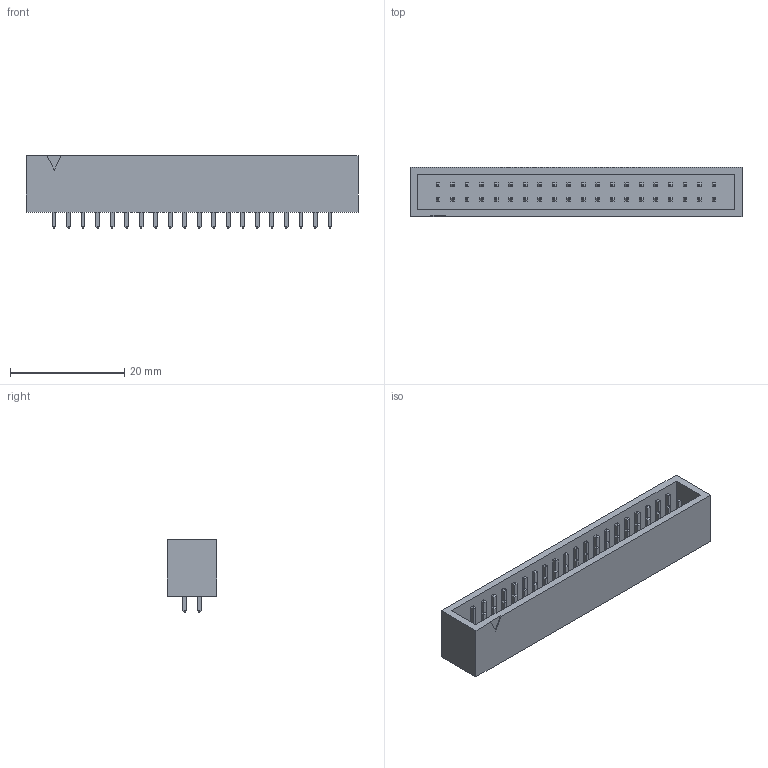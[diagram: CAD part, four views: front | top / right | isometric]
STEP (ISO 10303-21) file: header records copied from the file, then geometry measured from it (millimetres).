
FILE_DESCRIPTION(('FreeCAD Model'),'2;1');
FILE_NAME('354854.2.1.stp','2020-07-12T08:17:17',( 'Author'),(''),'Open CASCADE STEP processor 6.9','FreeCAD','Unknown' );
FILE_SCHEMA(('AUTOMOTIVE_DESIGN { 1 0 10303 214 1 1 1 1 }'));
Length unit declared in the file: millimetre
Products named in the file (3): ASSEMBLY; Body; LeadsArray
Assembly tree (2 placements, depth 2):
  ASSEMBLY
    Body
    LeadsArray
Bounding box: 58.12 x 8.59 x 12.75 mm (x, y, z)
Volume: 2996.5 mm3; surface area: 4403.2 mm2
Topology: 41 solids, 41 shells, 574 faces, 1153 edges, 662 vertices
Faces by surface type: plane 574
Entity records: 29485 total; most frequent: CARTESIAN_POINT 4698, DIRECTION 4613, LINE 3459, VECTOR 3459, ORIENTED_EDGE 2306, PCURVE 2306, DEFINITIONAL_REPRESENTATION 2306, EDGE_CURVE 1153
